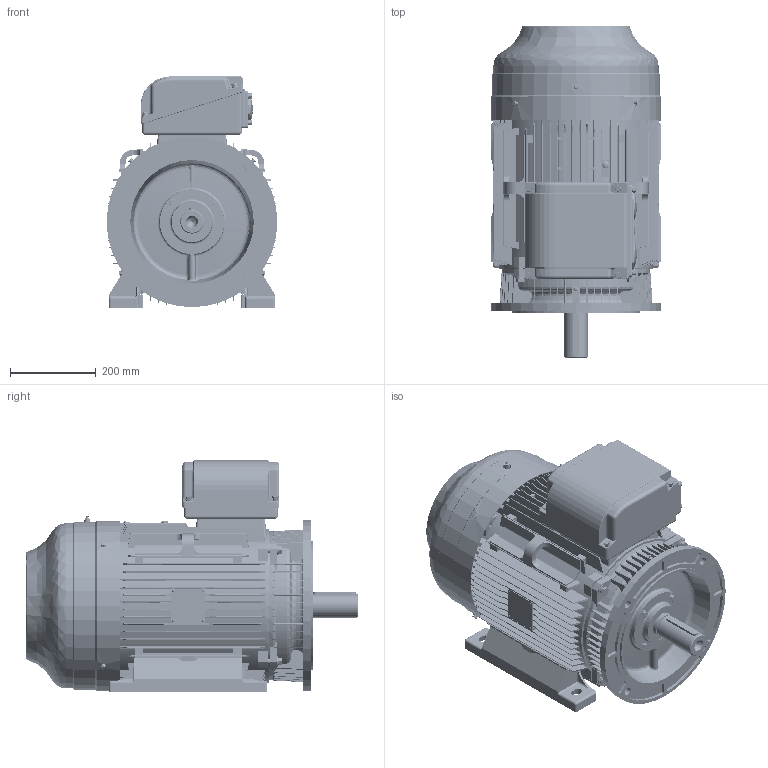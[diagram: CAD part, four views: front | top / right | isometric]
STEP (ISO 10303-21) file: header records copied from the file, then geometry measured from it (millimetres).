
FILE_DESCRIPTION (( 'STEP AP203' ), '1' );
FILE_NAME ('SWE200L-B35-.STEP', '2015-03-26T03:25:33', ( 'Sky123.Org' ), ( 'Sky123.Org' ), 'SwSTEP 2.0', 'SolidWorks 2012', '' );
FILE_SCHEMA (( 'CONFIG_CONTROL_DESIGN' ));
Length unit declared in the file: millimetre
Products named in the file (1): SWE200L-B35-
Bounding box: 398 x 773.5 x 539 mm (x, y, z)
Volume: 63414207 mm3; surface area: 4015061.3 mm2
Topology: 119 solids, 131 shells, 6189 faces, 16484 edges, 10456 vertices
Faces by surface type: plane 2118, cylinder 2047, bspline 1133, cone 823, torus 52, sphere 16
Entity records: 258499 total; most frequent: CARTESIAN_POINT 119001, ORIENTED_EDGE 32376, DIRECTION 25031, EDGE_CURVE 16188, VERTEX_POINT 10456, AXIS2_PLACEMENT_3D 9329, EDGE_LOOP 6550, VECTOR 6373
